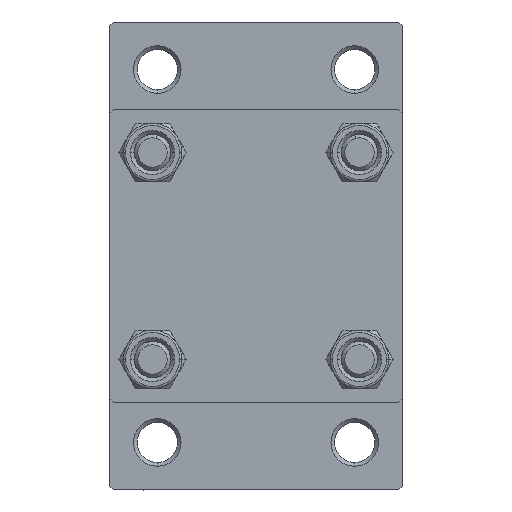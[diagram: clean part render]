
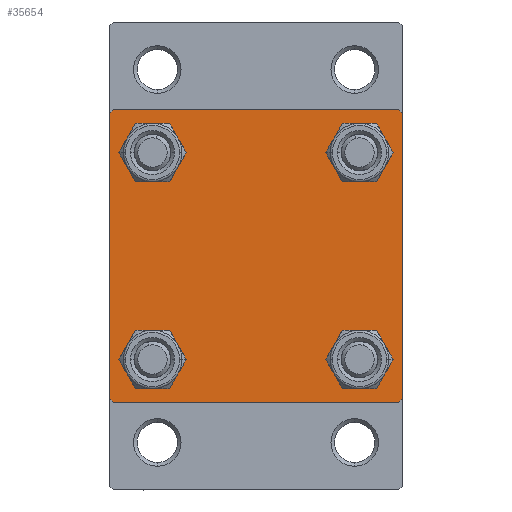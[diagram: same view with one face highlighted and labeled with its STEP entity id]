
A CAD part, left-side view. The second image highlights one B-rep face of the part: STEP entity #35654.
In plain terms, the highlighted planar face has unit normal (-1, 0, 0).
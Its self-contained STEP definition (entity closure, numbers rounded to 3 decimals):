
#1701 = DIRECTION ( 'NONE',  ( 1., 0., 0. ) ) ;
#1840 = DIRECTION ( 'NONE',  ( 1., 0., 0. ) ) ;
#2066 = CARTESIAN_POINT ( 'NONE',  ( 0., -14.15, 11.15 ) ) ;
#2484 = VERTEX_POINT ( 'NONE', #2066 ) ;
#2514 = DIRECTION ( 'NONE',  ( 0., 0.707, 0.707 ) ) ;
#3056 = LINE ( 'NONE', #4471, #28974 ) ;
#3272 = EDGE_CURVE ( 'NONE', #38131, #2484, #9878, .T. ) ;
#3685 = CARTESIAN_POINT ( 'NONE',  ( 0., 14.15, 17.15 ) ) ;
#3933 = ORIENTED_EDGE ( 'NONE', *, *, #4405, .T. ) ;
#4405 = EDGE_CURVE ( 'NONE', #32076, #39322, #15308, .T. ) ;
#4471 = CARTESIAN_POINT ( 'NONE',  ( 0., -19.75, -19.75 ) ) ;
#4926 = ORIENTED_EDGE ( 'NONE', *, *, #3272, .T. ) ;
#5341 = FACE_OUTER_BOUND ( 'NONE', #44276, .T. ) ;
#5366 = EDGE_CURVE ( 'NONE', #17389, #22624, #28298, .T. ) ;
#5434 = CARTESIAN_POINT ( 'NONE',  ( 0., 14.15, -14.15 ) ) ;
#5621 = EDGE_CURVE ( 'NONE', #29526, #11243, #32703, .T. ) ;
#5882 = CARTESIAN_POINT ( 'NONE',  ( 0., 20., 20. ) ) ;
#6023 = FACE_BOUND ( 'NONE', #34601, .T. ) ;
#6070 = CIRCLE ( 'NONE', #12200, 3. ) ;
#6110 = DIRECTION ( 'NONE',  ( 0., 0., 1. ) ) ;
#6640 = EDGE_CURVE ( 'NONE', #29526, #16377, #27866, .T. ) ;
#7080 = DIRECTION ( 'NONE',  ( 0., 0., 1. ) ) ;
#7110 = DIRECTION ( 'NONE',  ( 0., 0.707, -0.707 ) ) ;
#7763 = EDGE_CURVE ( 'NONE', #39322, #32076, #35923, .T. ) ;
#8165 = CARTESIAN_POINT ( 'NONE',  ( 0., 14.15, -11.15 ) ) ;
#8328 = EDGE_CURVE ( 'NONE', #22624, #17389, #8428, .T. ) ;
#8428 = CIRCLE ( 'NONE', #32912, 3. ) ;
#8598 = EDGE_CURVE ( 'NONE', #31432, #16377, #36330, .T. ) ;
#9246 = CARTESIAN_POINT ( 'NONE',  ( 0., 20., -20. ) ) ;
#9513 = ORIENTED_EDGE ( 'NONE', *, *, #7763, .T. ) ;
#9592 = DIRECTION ( 'NONE',  ( 0., 0., 1. ) ) ;
#9847 = DIRECTION ( 'NONE',  ( 0., -0.707, -0.707 ) ) ;
#9878 = CIRCLE ( 'NONE', #14482, 3. ) ;
#11243 = VERTEX_POINT ( 'NONE', #18530 ) ;
#11312 = ORIENTED_EDGE ( 'NONE', *, *, #5366, .T. ) ;
#11459 = ORIENTED_EDGE ( 'NONE', *, *, #21076, .T. ) ;
#11984 = DIRECTION ( 'NONE',  ( 1., 0., 0. ) ) ;
#12200 = AXIS2_PLACEMENT_3D ( 'NONE', #44117, #18299, #21652 ) ;
#12369 = VERTEX_POINT ( 'NONE', #31820 ) ;
#12487 = VERTEX_POINT ( 'NONE', #42745 ) ;
#12511 = FACE_BOUND ( 'NONE', #29028, .T. ) ;
#13076 = VECTOR ( 'NONE', #9847, 1000. ) ;
#13199 = CARTESIAN_POINT ( 'NONE',  ( 0., -14.15, 14.15 ) ) ;
#14081 = ORIENTED_EDGE ( 'NONE', *, *, #29166, .T. ) ;
#14482 = AXIS2_PLACEMENT_3D ( 'NONE', #13199, #28265, #9592 ) ;
#14520 = AXIS2_PLACEMENT_3D ( 'NONE', #25271, #21188, #7080 ) ;
#15308 = CIRCLE ( 'NONE', #14520, 3. ) ;
#15546 = CARTESIAN_POINT ( 'NONE',  ( 0., 19.5, 20. ) ) ;
#16257 = DIRECTION ( 'NONE',  ( 1., 0., 0. ) ) ;
#16377 = VERTEX_POINT ( 'NONE', #28025 ) ;
#17389 = VERTEX_POINT ( 'NONE', #8165 ) ;
#18299 = DIRECTION ( 'NONE',  ( 1., 0., 0. ) ) ;
#18530 = CARTESIAN_POINT ( 'NONE',  ( 0., -20., -19.5 ) ) ;
#19259 = ORIENTED_EDGE ( 'NONE', *, *, #26185, .T. ) ;
#19549 = DIRECTION ( 'NONE',  ( 0., 0., -1. ) ) ;
#19908 = AXIS2_PLACEMENT_3D ( 'NONE', #42233, #38436, #6110 ) ;
#19939 = DIRECTION ( 'NONE',  ( 0., 0., 1. ) ) ;
#20053 = CARTESIAN_POINT ( 'NONE',  ( 0., -19.5, -20. ) ) ;
#20182 = VERTEX_POINT ( 'NONE', #20053 ) ;
#20394 = CARTESIAN_POINT ( 'NONE',  ( 0., 0., 0. ) ) ;
#20977 = CARTESIAN_POINT ( 'NONE',  ( 0., 19.5, -20. ) ) ;
#21076 = EDGE_CURVE ( 'NONE', #12487, #35992, #38449, .T. ) ;
#21188 = DIRECTION ( 'NONE',  ( 1., 0., 0. ) ) ;
#21198 = DIRECTION ( 'NONE',  ( 0., -1., 0. ) ) ;
#21286 = VECTOR ( 'NONE', #7110, 1000. ) ;
#21385 = EDGE_LOOP ( 'NONE', ( #19259, #42450 ) ) ;
#21652 = DIRECTION ( 'NONE',  ( 0., 0., 1. ) ) ;
#22624 = VERTEX_POINT ( 'NONE', #28453 ) ;
#23233 = CARTESIAN_POINT ( 'NONE',  ( 0., 20., -19.5 ) ) ;
#24312 = AXIS2_PLACEMENT_3D ( 'NONE', #45682, #11984, #34697 ) ;
#24339 = AXIS2_PLACEMENT_3D ( 'NONE', #41411, #1701, #34705 ) ;
#24774 = ORIENTED_EDGE ( 'NONE', *, *, #6640, .T. ) ;
#25021 = EDGE_CURVE ( 'NONE', #38266, #20182, #31735, .T. ) ;
#25190 = VECTOR ( 'NONE', #19549, 1000. ) ;
#25271 = CARTESIAN_POINT ( 'NONE',  ( 0., -14.15, -14.15 ) ) ;
#25392 = VERTEX_POINT ( 'NONE', #3685 ) ;
#25765 = ORIENTED_EDGE ( 'NONE', *, *, #25021, .T. ) ;
#25840 = CIRCLE ( 'NONE', #24312, 3. ) ;
#25873 = CIRCLE ( 'NONE', #24339, 3. ) ;
#26185 = EDGE_CURVE ( 'NONE', #25392, #12369, #6070, .T. ) ;
#27100 = LINE ( 'NONE', #31639, #13076 ) ;
#27103 = PLANE ( 'NONE',  #43056 ) ;
#27422 = VECTOR ( 'NONE', #21198, 1000. ) ;
#27434 = ORIENTED_EDGE ( 'NONE', *, *, #43782, .T. ) ;
#27448 = CARTESIAN_POINT ( 'NONE',  ( 0., -14.15, 17.15 ) ) ;
#27516 = VECTOR ( 'NONE', #43743, 1000. ) ;
#27866 = LINE ( 'NONE', #38181, #29826 ) ;
#28025 = CARTESIAN_POINT ( 'NONE',  ( 0., -19.5, 20. ) ) ;
#28265 = DIRECTION ( 'NONE',  ( 1., 0., 0. ) ) ;
#28298 = CIRCLE ( 'NONE', #32915, 3. ) ;
#28453 = CARTESIAN_POINT ( 'NONE',  ( 0., 14.15, -17.15 ) ) ;
#28974 = VECTOR ( 'NONE', #32731, 1000. ) ;
#29028 = EDGE_LOOP ( 'NONE', ( #4926, #38650 ) ) ;
#29166 = EDGE_CURVE ( 'NONE', #35992, #38266, #27100, .T. ) ;
#29526 = VERTEX_POINT ( 'NONE', #43461 ) ;
#29826 = VECTOR ( 'NONE', #2514, 1000. ) ;
#30147 = DIRECTION ( 'NONE',  ( 0., 0., 1. ) ) ;
#30220 = CARTESIAN_POINT ( 'NONE',  ( 0., -20., 20. ) ) ;
#30554 = CARTESIAN_POINT ( 'NONE',  ( 0., -14.15, -11.15 ) ) ;
#31432 = VERTEX_POINT ( 'NONE', #15546 ) ;
#31639 = CARTESIAN_POINT ( 'NONE',  ( 0., 19.75, -19.75 ) ) ;
#31735 = LINE ( 'NONE', #9246, #27422 ) ;
#31820 = CARTESIAN_POINT ( 'NONE',  ( 0., 14.15, 11.15 ) ) ;
#32076 = VERTEX_POINT ( 'NONE', #30554 ) ;
#32408 = ORIENTED_EDGE ( 'NONE', *, *, #8598, .F. ) ;
#32703 = LINE ( 'NONE', #30220, #41215 ) ;
#32731 = DIRECTION ( 'NONE',  ( 0., -0.707, 0.707 ) ) ;
#32912 = AXIS2_PLACEMENT_3D ( 'NONE', #41140, #16257, #30147 ) ;
#32915 = AXIS2_PLACEMENT_3D ( 'NONE', #5434, #1840, #37277 ) ;
#33234 = CARTESIAN_POINT ( 'NONE',  ( 0., 20., 20. ) ) ;
#33912 = ORIENTED_EDGE ( 'NONE', *, *, #44930, .T. ) ;
#34601 = EDGE_LOOP ( 'NONE', ( #3933, #9513 ) ) ;
#34697 = DIRECTION ( 'NONE',  ( 0., 0., 1. ) ) ;
#34705 = DIRECTION ( 'NONE',  ( 0., 0., 1. ) ) ;
#34984 = DIRECTION ( 'NONE',  ( -1., 0., 0. ) ) ;
#35654 = ADVANCED_FACE ( 'NONE', ( #12511, #6023, #38112, #38586, #5341 ), #27103, .T. ) ;
#35923 = CIRCLE ( 'NONE', #19908, 3. ) ;
#35992 = VERTEX_POINT ( 'NONE', #23233 ) ;
#36066 = CARTESIAN_POINT ( 'NONE',  ( 0., -14.15, -17.15 ) ) ;
#36330 = LINE ( 'NONE', #33234, #27516 ) ;
#37277 = DIRECTION ( 'NONE',  ( 0., 0., 1. ) ) ;
#37627 = ORIENTED_EDGE ( 'NONE', *, *, #8328, .T. ) ;
#38112 = FACE_BOUND ( 'NONE', #38893, .T. ) ;
#38131 = VERTEX_POINT ( 'NONE', #27448 ) ;
#38181 = CARTESIAN_POINT ( 'NONE',  ( 0., -19.75, 19.75 ) ) ;
#38266 = VERTEX_POINT ( 'NONE', #20977 ) ;
#38436 = DIRECTION ( 'NONE',  ( 1., 0., 0. ) ) ;
#38449 = LINE ( 'NONE', #5882, #25190 ) ;
#38586 = FACE_BOUND ( 'NONE', #21385, .T. ) ;
#38650 = ORIENTED_EDGE ( 'NONE', *, *, #39781, .T. ) ;
#38746 = LINE ( 'NONE', #40122, #21286 ) ;
#38893 = EDGE_LOOP ( 'NONE', ( #11312, #37627 ) ) ;
#39321 = ORIENTED_EDGE ( 'NONE', *, *, #5621, .F. ) ;
#39322 = VERTEX_POINT ( 'NONE', #36066 ) ;
#39781 = EDGE_CURVE ( 'NONE', #2484, #38131, #25840, .T. ) ;
#40122 = CARTESIAN_POINT ( 'NONE',  ( 0., 19.75, 19.75 ) ) ;
#41140 = CARTESIAN_POINT ( 'NONE',  ( 0., 14.15, -14.15 ) ) ;
#41215 = VECTOR ( 'NONE', #41216, 1000. ) ;
#41216 = DIRECTION ( 'NONE',  ( 0., 0., -1. ) ) ;
#41411 = CARTESIAN_POINT ( 'NONE',  ( 0., 14.15, 14.15 ) ) ;
#42233 = CARTESIAN_POINT ( 'NONE',  ( 0., -14.15, -14.15 ) ) ;
#42450 = ORIENTED_EDGE ( 'NONE', *, *, #44522, .T. ) ;
#42745 = CARTESIAN_POINT ( 'NONE',  ( 0., 20., 19.5 ) ) ;
#43056 = AXIS2_PLACEMENT_3D ( 'NONE', #20394, #34984, #19939 ) ;
#43461 = CARTESIAN_POINT ( 'NONE',  ( 0., -20., 19.5 ) ) ;
#43743 = DIRECTION ( 'NONE',  ( 0., -1., 0. ) ) ;
#43782 = EDGE_CURVE ( 'NONE', #31432, #12487, #38746, .T. ) ;
#44117 = CARTESIAN_POINT ( 'NONE',  ( 0., 14.15, 14.15 ) ) ;
#44276 = EDGE_LOOP ( 'NONE', ( #11459, #14081, #25765, #33912, #39321, #24774, #32408, #27434 ) ) ;
#44522 = EDGE_CURVE ( 'NONE', #12369, #25392, #25873, .T. ) ;
#44930 = EDGE_CURVE ( 'NONE', #20182, #11243, #3056, .T. ) ;
#45682 = CARTESIAN_POINT ( 'NONE',  ( 0., -14.15, 14.15 ) ) ;
